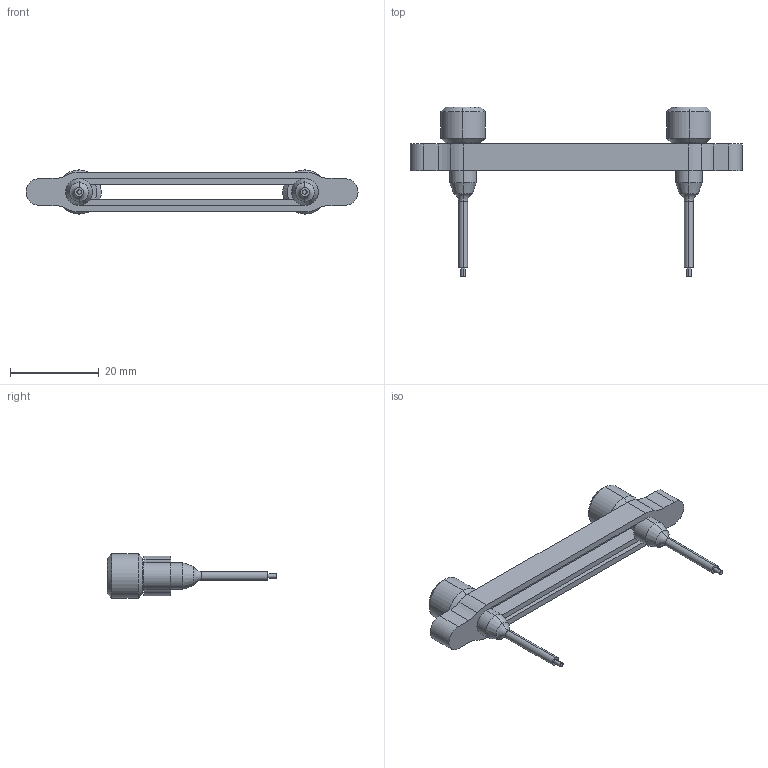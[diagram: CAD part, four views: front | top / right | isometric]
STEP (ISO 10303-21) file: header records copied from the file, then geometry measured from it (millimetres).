
FILE_DESCRIPTION (( 'STEP AP203' ), '1' );
FILE_NAME ('07ASW-2.STEP', '2016-04-25T01:49:25', ( '' ), ( '' ), 'SwSTEP 2.0', 'SolidWorks 2016', '' );
FILE_SCHEMA (( 'CONFIG_CONTROL_DESIGN' ));
Length unit declared in the file: millimetre
Products named in the file (1): 07ASW-2
Bounding box: 75 x 38.3 x 10 mm (x, y, z)
Volume: 4016 mm3; surface area: 4563.8 mm2
Topology: 9 solids, 9 shells, 141 faces, 320 edges, 200 vertices
Faces by surface type: cylinder 58, plane 47, cone 28, torus 4, bspline 4
Entity records: 4079 total; most frequent: CARTESIAN_POINT 774, DIRECTION 728, ORIENTED_EDGE 624, EDGE_CURVE 312, AXIS2_PLACEMENT_3D 294, VERTEX_POINT 200, EDGE_LOOP 162, CIRCLE 156
